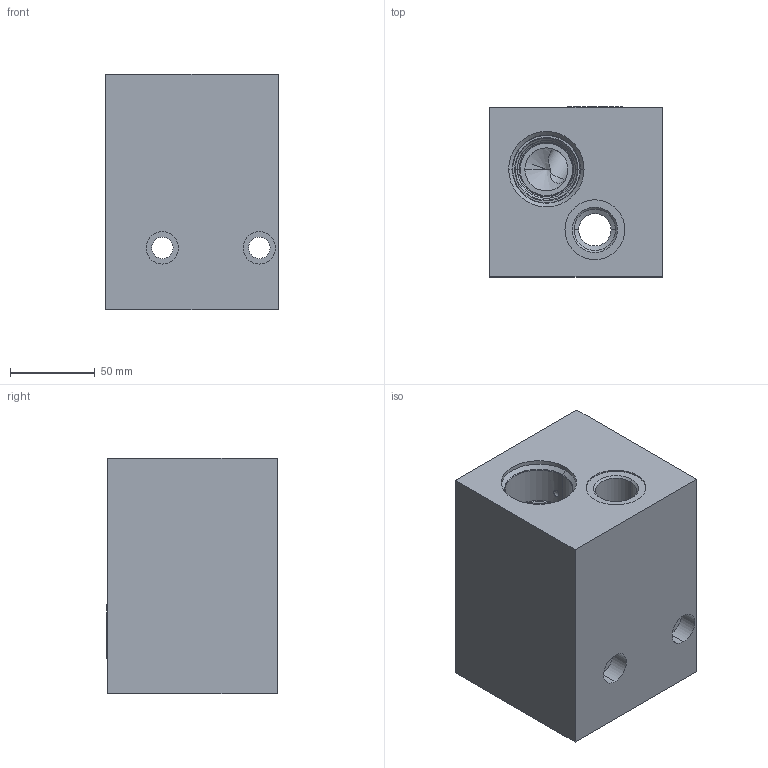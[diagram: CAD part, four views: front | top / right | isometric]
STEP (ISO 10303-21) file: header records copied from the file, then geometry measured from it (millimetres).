
FILE_DESCRIPTION((''),'2;1');
FILE_NAME('YVR_ASM','2019-10-23T',('ProEService'),(''),'PRO/ENGINEER BY PARAMETRIC TECHNOLOGY CORPORATION, 2014200','PRO/ENGINEER BY PARAMETRIC TECHNOLOGY CORPORATION, 2014200','');
FILE_SCHEMA(('CONFIG_CONTROL_DESIGN'));
Length unit declared in the file: inch
Products named in the file (3): 150-805-003; 500-001-121; YVR_ASM
Assembly tree (2 placements, depth 2):
  YVR_ASM
    150-805-003
    500-001-121
Bounding box: 101.6 x 100.48 x 138.91 mm (x, y, z)
Volume: 1129388.6 mm3; surface area: 120846.9 mm2
Topology: 2 solids, 2 shells, 158 faces, 631 edges, 594 vertices
Faces by surface type: cylinder 73, cone 45, plane 17, torus 10, sphere 9, revolution 4
Entity records: 8182 total; most frequent: CARTESIAN_POINT 3160, DIRECTION 1035, ORIENTED_EDGE 772, EDGE_CURVE 386, VECTOR 357, LINE 357, AXIS2_PLACEMENT_3D 337, VERTEX_POINT 237
